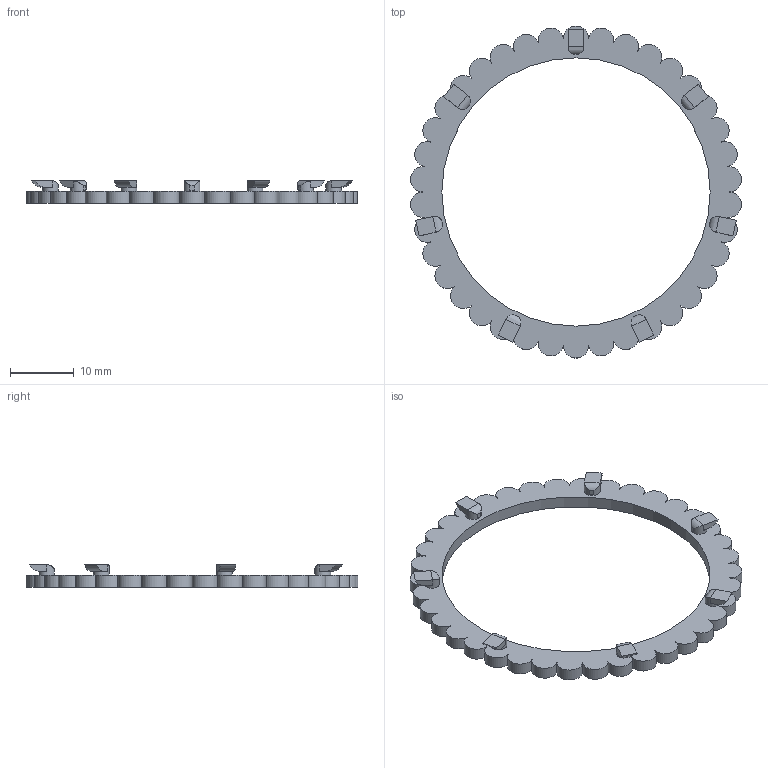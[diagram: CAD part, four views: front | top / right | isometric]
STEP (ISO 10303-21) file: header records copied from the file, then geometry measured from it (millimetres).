
FILE_DESCRIPTION(/* description */ (''),/* implementation_level */ '2;1');
FILE_NAME(/* name */ '20_Cube_Insert_CirAp_Wheel_UPD.ipt.step',/* time_stamp */ '2022-11-29T07:58:58+01:00',/* author */ ('marsikovabarbora'),/* organization */ (''),/* preprocessor_version */ 'ST-DEVELOPER v18.1',/* originating_system */ 'Autodesk Inventor 2022',/* authorisation */ '');
FILE_SCHEMA (('AUTOMOTIVE_DESIGN { 1 0 10303 214 3 1 1 }'));
Length unit declared in the file: millimetre
Products named in the file (1): 20_Cube_Insert_CirAp_Wheel
Bounding box: 51.84 x 51.98 x 3.5 mm (x, y, z)
Volume: 1341.4 mm3; surface area: 2205.9 mm2
Topology: 1 solids, 1 shells, 270 faces, 748 edges, 487 vertices
Faces by surface type: plane 134, cylinder 129, bspline 7
Full cylindrical faces by diameter (mm): 2.5 x7, 42 x1
Entity records: 8737 total; most frequent: DIRECTION 1569, CARTESIAN_POINT 1541, ORIENTED_EDGE 1496, EDGE_CURVE 748, AXIS2_PLACEMENT_3D 557, VERTEX_POINT 487, LINE 455, VECTOR 455
